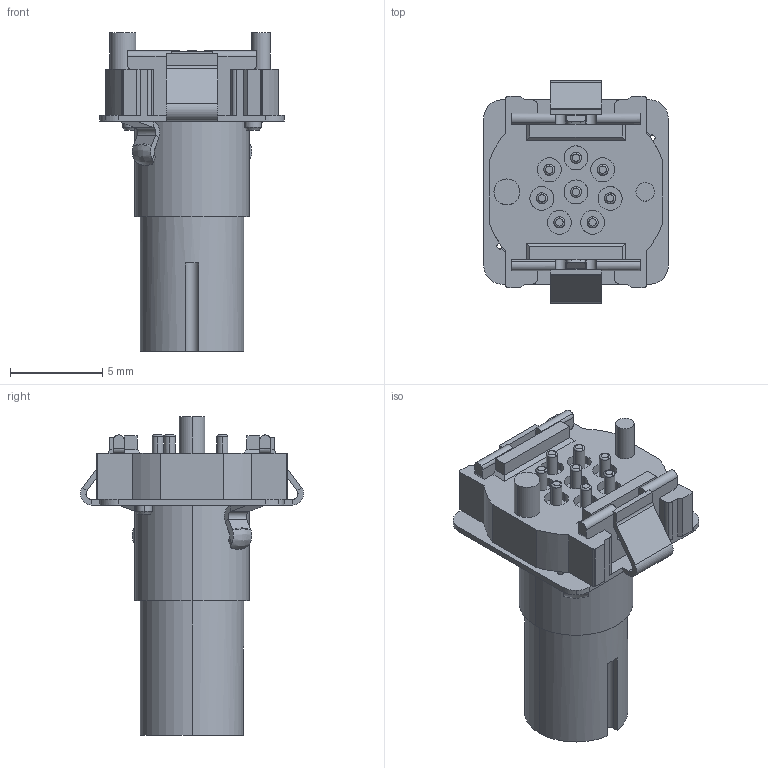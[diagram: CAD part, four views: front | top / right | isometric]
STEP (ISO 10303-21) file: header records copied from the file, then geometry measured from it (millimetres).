
FILE_DESCRIPTION(('CATIA V5R24 STEP','CAx-IF Rec.Pracs.--- Model Styling and Organization---1.2---2011-12-15'),'2;1');
FILE_NAME ('D1461783_0_2422140000_2422140000.stp','2017-05-10T11:41:25+00:00',('none'),('Weidmueller'),'CATIA Version 5-6 Release 2014 SP4 HF52','CATIA V5 STEP AP214','none');
FILE_SCHEMA(('AUTOMOTIVE_DESIGN { 1 0 10303 214 1 1 1 1 }'));
Length unit declared in the file: millimetre
Products named in the file (1): v5-standard_part
Bounding box: 10 x 12.1 x 17.3 mm (x, y, z)
Volume: 578.5 mm3; surface area: 781.6 mm2
Topology: 1 solids, 3 shells, 442 faces, 1162 edges, 734 vertices
Faces by surface type: plane 217, cylinder 171, cone 20, bspline 18, torus 16
Entity records: 16470 total; most frequent: CARTESIAN_POINT 5684, ORIENTED_EDGE 2316, DIRECTION 1765, EDGE_CURVE 1158, VERTEX_POINT 734, AXIS2_PLACEMENT_3D 689, VECTOR 650, LINE 650
